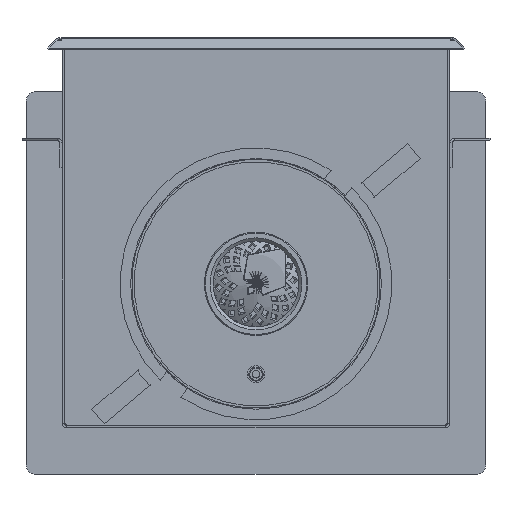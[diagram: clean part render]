
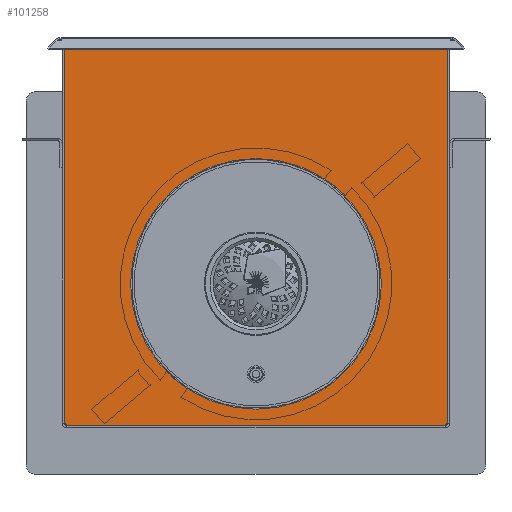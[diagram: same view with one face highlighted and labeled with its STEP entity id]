
A CAD part, front view. The second image highlights one B-rep face of the part: STEP entity #101258.
In plain terms, the highlighted planar face has unit normal (0, -1, 0).
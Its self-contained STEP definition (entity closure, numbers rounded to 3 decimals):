
#362 = CARTESIAN_POINT ( 'NONE',  ( 98., -248.8, 1.2 ) ) ;
#1171 = VERTEX_POINT ( 'NONE', #92963 ) ;
#4819 = EDGE_CURVE ( 'NONE', #130387, #118911, #108977, .T. ) ;
#13553 = CARTESIAN_POINT ( 'NONE',  ( 65.5, -248.8, 75.2 ) ) ;
#13698 = CARTESIAN_POINT ( 'NONE',  ( -100., -248.8, 3.2 ) ) ;
#15043 = DIRECTION ( 'NONE',  ( 0., -1., 0. ) ) ;
#18760 = EDGE_CURVE ( 'NONE', #29786, #66603, #24621, .T. ) ;
#20165 = LINE ( 'NONE', #90045, #177140 ) ;
#23232 = DIRECTION ( 'NONE',  ( 0., -1., 0. ) ) ;
#24621 = CIRCLE ( 'NONE', #124825, 2. ) ;
#25150 = VECTOR ( 'NONE', #131958, 1000. ) ;
#26866 = AXIS2_PLACEMENT_3D ( 'NONE', #132641, #23232, #50963 ) ;
#26888 = VERTEX_POINT ( 'NONE', #29311 ) ;
#29311 = CARTESIAN_POINT ( 'NONE',  ( 100., -248.8, 199.2 ) ) ;
#29786 = VERTEX_POINT ( 'NONE', #13698 ) ;
#32113 = VECTOR ( 'NONE', #139442, 1000. ) ;
#33473 = EDGE_CURVE ( 'NONE', #26888, #1171, #78602, .T. ) ;
#37359 = CARTESIAN_POINT ( 'NONE',  ( 100., -248.8, 201.2 ) ) ;
#39482 = AXIS2_PLACEMENT_3D ( 'NONE', #60310, #169681, #143675 ) ;
#43697 = CARTESIAN_POINT ( 'NONE',  ( -98., -248.8, 3.2 ) ) ;
#44566 = CARTESIAN_POINT ( 'NONE',  ( -100., -248.8, 201.2 ) ) ;
#50963 = DIRECTION ( 'NONE',  ( -1., 0., 0. ) ) ;
#55913 = ORIENTED_EDGE ( 'NONE', *, *, #173929, .T. ) ;
#59396 = ORIENTED_EDGE ( 'NONE', *, *, #96459, .F. ) ;
#60310 = CARTESIAN_POINT ( 'NONE',  ( 0., -248.8, 75.2 ) ) ;
#62309 = ORIENTED_EDGE ( 'NONE', *, *, #157173, .T. ) ;
#65729 = EDGE_CURVE ( 'NONE', #26888, #118911, #97689, .T. ) ;
#65957 = EDGE_LOOP ( 'NONE', ( #114666, #55913, #69855, #106420, #59396, #68277, #71335, #167816 ) ) ;
#66603 = VERTEX_POINT ( 'NONE', #101521 ) ;
#68277 = ORIENTED_EDGE ( 'NONE', *, *, #109971, .T. ) ;
#69855 = ORIENTED_EDGE ( 'NONE', *, *, #75825, .F. ) ;
#71335 = ORIENTED_EDGE ( 'NONE', *, *, #33473, .F. ) ;
#75569 = CARTESIAN_POINT ( 'NONE',  ( -98., -248.8, 201.2 ) ) ;
#75825 = EDGE_CURVE ( 'NONE', #29786, #79119, #160587, .T. ) ;
#78602 = LINE ( 'NONE', #37359, #129346 ) ;
#79119 = VERTEX_POINT ( 'NONE', #129235 ) ;
#79896 = VERTEX_POINT ( 'NONE', #13553 ) ;
#84015 = DIRECTION ( 'NONE',  ( -1., 0., 0. ) ) ;
#84073 = DIRECTION ( 'NONE',  ( -1., 0., 0. ) ) ;
#90045 = CARTESIAN_POINT ( 'NONE',  ( -100., -248.8, 1.2 ) ) ;
#92452 = CARTESIAN_POINT ( 'NONE',  ( -100., -248.8, 201.2 ) ) ;
#92963 = CARTESIAN_POINT ( 'NONE',  ( 100., -248.8, 3.2 ) ) ;
#94210 = CARTESIAN_POINT ( 'NONE',  ( 98., -248.8, 199.2 ) ) ;
#96459 = EDGE_CURVE ( 'NONE', #123986, #66603, #20165, .T. ) ;
#97689 = CIRCLE ( 'NONE', #132062, 2. ) ;
#98366 = CIRCLE ( 'NONE', #26866, 2. ) ;
#101258 = ADVANCED_FACE ( 'NONE', ( #127964, #167414 ), #153062, .T. ) ;
#101521 = CARTESIAN_POINT ( 'NONE',  ( -98., -248.8, 1.2 ) ) ;
#106420 = ORIENTED_EDGE ( 'NONE', *, *, #18760, .T. ) ;
#108977 = LINE ( 'NONE', #123313, #32113 ) ;
#109971 = EDGE_CURVE ( 'NONE', #123986, #1171, #98366, .T. ) ;
#113569 = CARTESIAN_POINT ( 'NONE',  ( -98., -248.8, 199.2 ) ) ;
#114666 = ORIENTED_EDGE ( 'NONE', *, *, #4819, .F. ) ;
#116634 = CARTESIAN_POINT ( 'NONE',  ( 98., -248.8, 201.2 ) ) ;
#118911 = VERTEX_POINT ( 'NONE', #116634 ) ;
#123313 = CARTESIAN_POINT ( 'NONE',  ( -100., -248.8, 201.2 ) ) ;
#123986 = VERTEX_POINT ( 'NONE', #362 ) ;
#124825 = AXIS2_PLACEMENT_3D ( 'NONE', #43697, #138764, #127080 ) ;
#127080 = DIRECTION ( 'NONE',  ( -1., 0., 0. ) ) ;
#127964 = FACE_BOUND ( 'NONE', #137227, .T. ) ;
#129235 = CARTESIAN_POINT ( 'NONE',  ( -100., -248.8, 199.2 ) ) ;
#129346 = VECTOR ( 'NONE', #131578, 1000. ) ;
#129542 = DIRECTION ( 'NONE',  ( -1., 0., 0. ) ) ;
#130387 = VERTEX_POINT ( 'NONE', #75569 ) ;
#131578 = DIRECTION ( 'NONE',  ( 0., 0., -1. ) ) ;
#131958 = DIRECTION ( 'NONE',  ( 0., 0., 1. ) ) ;
#132062 = AXIS2_PLACEMENT_3D ( 'NONE', #94210, #134623, #84073 ) ;
#132641 = CARTESIAN_POINT ( 'NONE',  ( 98., -248.8, 3.2 ) ) ;
#134623 = DIRECTION ( 'NONE',  ( 0., -1., 0. ) ) ;
#137227 = EDGE_LOOP ( 'NONE', ( #62309 ) ) ;
#138764 = DIRECTION ( 'NONE',  ( 0., -1., 0. ) ) ;
#139442 = DIRECTION ( 'NONE',  ( 1., 0., 0. ) ) ;
#141611 = AXIS2_PLACEMENT_3D ( 'NONE', #113569, #168278, #84015 ) ;
#143675 = DIRECTION ( 'NONE',  ( 1., 0., 0. ) ) ;
#144574 = CIRCLE ( 'NONE', #141611, 2. ) ;
#153062 = PLANE ( 'NONE',  #154435 ) ;
#153941 = DIRECTION ( 'NONE',  ( -1., 0., 0. ) ) ;
#154435 = AXIS2_PLACEMENT_3D ( 'NONE', #44566, #15043, #153941 ) ;
#157173 = EDGE_CURVE ( 'NONE', #79896, #79896, #176962, .T. ) ;
#160587 = LINE ( 'NONE', #92452, #25150 ) ;
#167414 = FACE_OUTER_BOUND ( 'NONE', #65957, .T. ) ;
#167816 = ORIENTED_EDGE ( 'NONE', *, *, #65729, .T. ) ;
#168278 = DIRECTION ( 'NONE',  ( 0., -1., 0. ) ) ;
#169681 = DIRECTION ( 'NONE',  ( 0., 1., 0. ) ) ;
#173929 = EDGE_CURVE ( 'NONE', #130387, #79119, #144574, .T. ) ;
#176962 = CIRCLE ( 'NONE', #39482, 65.5 ) ;
#177140 = VECTOR ( 'NONE', #129542, 1000. ) ;
